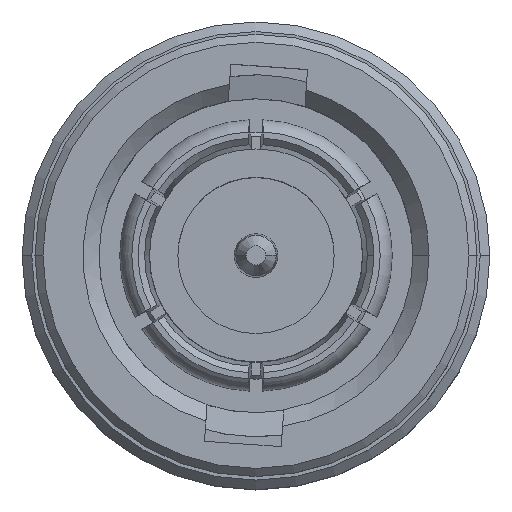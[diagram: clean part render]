
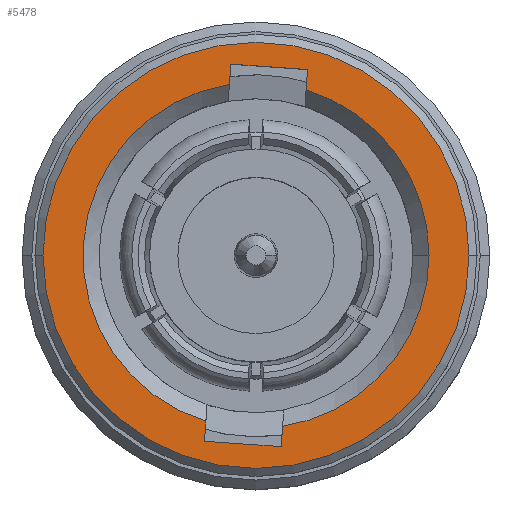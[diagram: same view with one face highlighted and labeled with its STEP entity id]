
A CAD part, top view. The second image highlights one B-rep face of the part: STEP entity #5478.
In plain terms, the highlighted planar face has unit normal (0, 0, 1).
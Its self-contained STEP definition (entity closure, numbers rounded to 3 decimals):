
#2 = CARTESIAN_POINT ( 'NONE',  ( 1.564, 5.168, 1. ) ) ;
#221 = DIRECTION ( 'NONE',  ( 1., 0., 0. ) ) ;
#257 = CARTESIAN_POINT ( 'NONE',  ( 0., 0., 1. ) ) ;
#275 = FACE_BOUND ( 'NONE', #5336, .T. ) ;
#366 = DIRECTION ( 'NONE',  ( 0., 0., 1. ) ) ;
#735 = DIRECTION ( 'NONE',  ( 0., 0., 1. ) ) ;
#845 = DIRECTION ( 'NONE',  ( -1., 0., 0. ) ) ;
#940 = VECTOR ( 'NONE', #3046, 1000. ) ;
#952 = LINE ( 'NONE', #5268, #6920 ) ;
#1187 = DIRECTION ( 'NONE',  ( 0., 0., 1. ) ) ;
#1319 = DIRECTION ( 'NONE',  ( 0., 0., 1. ) ) ;
#1415 = EDGE_CURVE ( 'NONE', #6662, #3624, #952, .T. ) ;
#1460 = ORIENTED_EDGE ( 'NONE', *, *, #5301, .F. ) ;
#1475 = VECTOR ( 'NONE', #5533, 1000. ) ;
#1479 = CARTESIAN_POINT ( 'NONE',  ( -1.609, -5.802, 1. ) ) ;
#1524 = CARTESIAN_POINT ( 'NONE',  ( -6.65, 0., 1. ) ) ;
#1528 = ORIENTED_EDGE ( 'NONE', *, *, #2004, .F. ) ;
#1560 = EDGE_CURVE ( 'NONE', #3624, #6655, #5563, .T. ) ;
#1585 = AXIS2_PLACEMENT_3D ( 'NONE', #4650, #1187, #5236 ) ;
#1591 = ORIENTED_EDGE ( 'NONE', *, *, #4662, .F. ) ;
#1690 = CARTESIAN_POINT ( 'NONE',  ( -1.528, -4.656, 1. ) ) ;
#1715 = AXIS2_PLACEMENT_3D ( 'NONE', #4196, #735, #4772 ) ;
#1817 = FACE_OUTER_BOUND ( 'NONE', #6081, .T. ) ;
#1998 = EDGE_CURVE ( 'NONE', #6857, #6662, #7077, .T. ) ;
#2004 = EDGE_CURVE ( 'NONE', #6655, #2763, #5545, .T. ) ;
#2076 = CARTESIAN_POINT ( 'NONE',  ( 0.866, -4.823, 1. ) ) ;
#2180 = CARTESIAN_POINT ( 'NONE',  ( -0.83, 5.336, 1. ) ) ;
#2502 = LINE ( 'NONE', #2076, #6923 ) ;
#2592 = AXIS2_PLACEMENT_3D ( 'NONE', #3842, #366, #4417 ) ;
#2755 = CARTESIAN_POINT ( 'NONE',  ( 1.609, 5.802, 1. ) ) ;
#2763 = VERTEX_POINT ( 'NONE', #3866 ) ;
#2811 = CARTESIAN_POINT ( 'NONE',  ( 6.65, 0., 1. ) ) ;
#2819 = ORIENTED_EDGE ( 'NONE', *, *, #1998, .F. ) ;
#3011 = ORIENTED_EDGE ( 'NONE', *, *, #5935, .T. ) ;
#3046 = DIRECTION ( 'NONE',  ( 0.07, 0.998, 0. ) ) ;
#3124 = PLANE ( 'NONE',  #3447 ) ;
#3136 = VERTEX_POINT ( 'NONE', #2811 ) ;
#3202 = ORIENTED_EDGE ( 'NONE', *, *, #3515, .T. ) ;
#3323 = ORIENTED_EDGE ( 'NONE', *, *, #7337, .F. ) ;
#3340 = CIRCLE ( 'NONE', #2592, 6.65 ) ;
#3361 = VERTEX_POINT ( 'NONE', #4317 ) ;
#3447 = AXIS2_PLACEMENT_3D ( 'NONE', #257, #4302, #845 ) ;
#3515 = EDGE_CURVE ( 'NONE', #3136, #6163, #3340, .T. ) ;
#3579 = CARTESIAN_POINT ( 'NONE',  ( 5.4, 0., 1. ) ) ;
#3624 = VERTEX_POINT ( 'NONE', #5687 ) ;
#3694 = DIRECTION ( 'NONE',  ( 0., 0., 1. ) ) ;
#3773 = CIRCLE ( 'NONE', #3882, 5.4 ) ;
#3797 = EDGE_CURVE ( 'NONE', #3361, #7356, #3773, .T. ) ;
#3842 = CARTESIAN_POINT ( 'NONE',  ( 0., 0., 1. ) ) ;
#3866 = CARTESIAN_POINT ( 'NONE',  ( -1.564, -5.168, 1. ) ) ;
#3882 = AXIS2_PLACEMENT_3D ( 'NONE', #7130, #3694, #221 ) ;
#3930 = DIRECTION ( 'NONE',  ( -0.07, -0.998, 0. ) ) ;
#4039 = VECTOR ( 'NONE', #3930, 1000. ) ;
#4044 = EDGE_CURVE ( 'NONE', #5441, #3361, #2502, .T. ) ;
#4166 = ORIENTED_EDGE ( 'NONE', *, *, #1560, .F. ) ;
#4196 = CARTESIAN_POINT ( 'NONE',  ( 0., 0., 1. ) ) ;
#4302 = DIRECTION ( 'NONE',  ( 0., 0., -1. ) ) ;
#4317 = CARTESIAN_POINT ( 'NONE',  ( 0.83, -5.336, 1. ) ) ;
#4385 = DIRECTION ( 'NONE',  ( 0.07, 0.998, 0. ) ) ;
#4417 = DIRECTION ( 'NONE',  ( -1., 0., 0. ) ) ;
#4566 = LINE ( 'NONE', #1479, #1475 ) ;
#4650 = CARTESIAN_POINT ( 'NONE',  ( 0., 0., 1. ) ) ;
#4662 = EDGE_CURVE ( 'NONE', #5977, #5441, #4566, .T. ) ;
#4772 = DIRECTION ( 'NONE',  ( 1., 0., 0. ) ) ;
#4785 = CARTESIAN_POINT ( 'NONE',  ( 0., 0., 1. ) ) ;
#4789 = CARTESIAN_POINT ( 'NONE',  ( 0.786, -5.969, 1. ) ) ;
#5161 = CIRCLE ( 'NONE', #1585, 6.65 ) ;
#5178 = LINE ( 'NONE', #1690, #6529 ) ;
#5236 = DIRECTION ( 'NONE',  ( -1., 0., 0. ) ) ;
#5268 = CARTESIAN_POINT ( 'NONE',  ( -0.786, 5.969, 1. ) ) ;
#5301 = EDGE_CURVE ( 'NONE', #2763, #5977, #5178, .T. ) ;
#5336 = EDGE_LOOP ( 'NONE', ( #1528, #4166, #6072, #2819, #3323, #7243, #6830, #1591, #1460 ) ) ;
#5368 = DIRECTION ( 'NONE',  ( 1., 0., 0. ) ) ;
#5441 = VERTEX_POINT ( 'NONE', #4789 ) ;
#5478 = ADVANCED_FACE ( 'NONE', ( #275, #1817 ), #3124, .F. ) ;
#5516 = AXIS2_PLACEMENT_3D ( 'NONE', #4785, #1319, #5368 ) ;
#5533 = DIRECTION ( 'NONE',  ( 0.998, -0.07, 0. ) ) ;
#5545 = CIRCLE ( 'NONE', #5516, 5.4 ) ;
#5563 = LINE ( 'NONE', #6071, #4039 ) ;
#5687 = CARTESIAN_POINT ( 'NONE',  ( -0.786, 5.969, 1. ) ) ;
#5743 = DIRECTION ( 'NONE',  ( -0.07, -0.998, 0. ) ) ;
#5855 = DIRECTION ( 'NONE',  ( -0.998, 0.07, 0. ) ) ;
#5935 = EDGE_CURVE ( 'NONE', #6163, #3136, #5161, .T. ) ;
#5977 = VERTEX_POINT ( 'NONE', #6444 ) ;
#6071 = CARTESIAN_POINT ( 'NONE',  ( -0.866, 4.823, 1. ) ) ;
#6072 = ORIENTED_EDGE ( 'NONE', *, *, #1415, .F. ) ;
#6081 = EDGE_LOOP ( 'NONE', ( #3011, #3202 ) ) ;
#6163 = VERTEX_POINT ( 'NONE', #1524 ) ;
#6444 = CARTESIAN_POINT ( 'NONE',  ( -1.609, -5.802, 1. ) ) ;
#6500 = CARTESIAN_POINT ( 'NONE',  ( 1.609, 5.802, 1. ) ) ;
#6529 = VECTOR ( 'NONE', #5743, 1000. ) ;
#6655 = VERTEX_POINT ( 'NONE', #2180 ) ;
#6662 = VERTEX_POINT ( 'NONE', #2755 ) ;
#6830 = ORIENTED_EDGE ( 'NONE', *, *, #4044, .F. ) ;
#6857 = VERTEX_POINT ( 'NONE', #2 ) ;
#6920 = VECTOR ( 'NONE', #5855, 1000. ) ;
#6923 = VECTOR ( 'NONE', #4385, 1000. ) ;
#7077 = LINE ( 'NONE', #6500, #940 ) ;
#7130 = CARTESIAN_POINT ( 'NONE',  ( 0., 0., 1. ) ) ;
#7243 = ORIENTED_EDGE ( 'NONE', *, *, #3797, .F. ) ;
#7337 = EDGE_CURVE ( 'NONE', #7356, #6857, #7350, .T. ) ;
#7350 = CIRCLE ( 'NONE', #1715, 5.4 ) ;
#7356 = VERTEX_POINT ( 'NONE', #3579 ) ;
